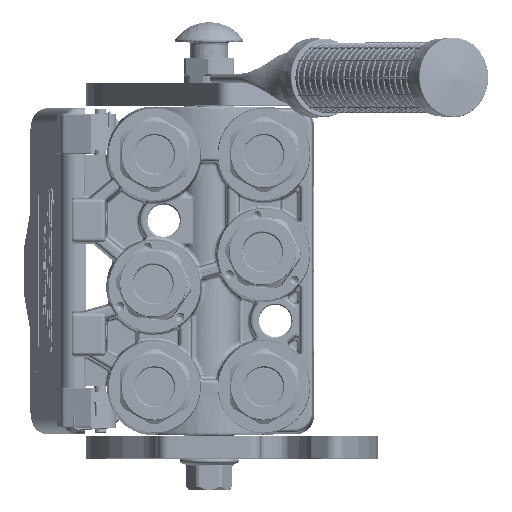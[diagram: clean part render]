
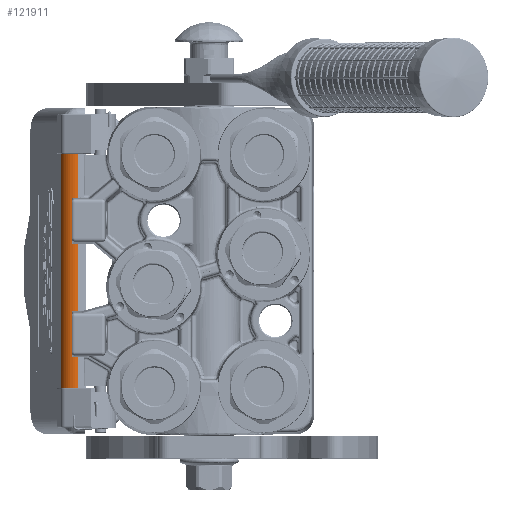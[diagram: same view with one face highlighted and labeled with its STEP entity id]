
A CAD part, top view. The second image highlights one B-rep face of the part: STEP entity #121911.
In plain terms, the highlighted cylindrical face has radius 6.5 mm (diameter 13 mm), a partial arc.
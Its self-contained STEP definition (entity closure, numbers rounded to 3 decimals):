
#4409 = VERTEX_POINT ( 'NONE', #209272 ) ;
#7030 = DIRECTION ( 'NONE',  ( 0., 1., 0. ) ) ;
#10130 = EDGE_LOOP ( 'NONE', ( #232490, #222699, #246926, #63978, #14112, #170544 ) ) ;
#10639 = EDGE_CURVE ( 'NONE', #214834, #85383, #36050, .T. ) ;
#14112 = ORIENTED_EDGE ( 'NONE', *, *, #20365, .T. ) ;
#15926 = LINE ( 'NONE', #233622, #221398 ) ;
#19950 = CARTESIAN_POINT ( 'NONE',  ( 6.343, -52.476, -10. ) ) ;
#20365 = EDGE_CURVE ( 'NONE', #111926, #214834, #118752, .T. ) ;
#34336 = DIRECTION ( 'NONE',  ( 0., -1., 0. ) ) ;
#36050 = LINE ( 'NONE', #241746, #235306 ) ;
#36546 = CARTESIAN_POINT ( 'NONE',  ( 5.87, -52.015, -9.97 ) ) ;
#47710 = FACE_OUTER_BOUND ( 'NONE', #10130, .T. ) ;
#49113 = B_SPLINE_CURVE_WITH_KNOTS ( 'NONE', 3,
 ( #258319, #19950, #199178, #36546, #159137, #179170, #254921, #95753, #234963, #135717, #156550, #216602 ),
 .UNSPECIFIED., .F., .F.,
 ( 4, 2, 2, 2, 2, 4 ),
 ( 0., 0.25, 0.375, 0.437, 0.5, 1. ),
 .UNSPECIFIED. ) ;
#51681 = CARTESIAN_POINT ( 'NONE',  ( 5.02, 51.499, -9.83 ) ) ;
#58606 = DIRECTION ( 'NONE',  ( -1., 0., 0. ) ) ;
#60860 = CARTESIAN_POINT ( 'NONE',  ( 0., -51.25, -3.5 ) ) ;
#63978 = ORIENTED_EDGE ( 'NONE', *, *, #74151, .T. ) ;
#64445 = AXIS2_PLACEMENT_3D ( 'NONE', #120340, #199525, #58606 ) ;
#67170 = VERTEX_POINT ( 'NONE', #72045 ) ;
#72045 = CARTESIAN_POINT ( 'NONE',  ( 3.859, -51.25, -9.44 ) ) ;
#74151 = EDGE_CURVE ( 'NONE', #4409, #111926, #121382, .T. ) ;
#74215 = CARTESIAN_POINT ( 'NONE',  ( 4.839, 51.425, -9.785 ) ) ;
#80789 = DIRECTION ( 'NONE',  ( 0., -1., 0. ) ) ;
#85201 = CYLINDRICAL_SURFACE ( 'NONE', #135663, 6.5 ) ;
#85383 = VERTEX_POINT ( 'NONE', #152653 ) ;
#89326 = EDGE_CURVE ( 'NONE', #4409, #205191, #15926, .T. ) ;
#90806 = CARTESIAN_POINT ( 'NONE',  ( 6.186, 52.254, -10. ) ) ;
#92557 = CARTESIAN_POINT ( 'NONE',  ( 3.859, 51.25, -9.44 ) ) ;
#94258 = CARTESIAN_POINT ( 'NONE',  ( 5.789, 51.904, -9.979 ) ) ;
#95753 = CARTESIAN_POINT ( 'NONE',  ( 5.436, -51.713, -9.913 ) ) ;
#105881 = CIRCLE ( 'NONE', #64445, 6.5 ) ;
#111926 = VERTEX_POINT ( 'NONE', #92557 ) ;
#113369 = CARTESIAN_POINT ( 'NONE',  ( 6.5, 52.697, -10. ) ) ;
#118752 = B_SPLINE_CURVE_WITH_KNOTS ( 'NONE', 3,
 ( #223046, #143820, #131662, #170790, #74215, #51681, #251757, #171660, #253461, #94258, #90806, #113369 ),
 .UNSPECIFIED., .F., .F.,
 ( 4, 2, 2, 2, 2, 4 ),
 ( 0., 0.25, 0.375, 0.438, 0.5, 1. ),
 .UNSPECIFIED. ) ;
#120340 = CARTESIAN_POINT ( 'NONE',  ( 6.5, -51.25, -3.5 ) ) ;
#121382 = CIRCLE ( 'NONE', #140626, 6.5 ) ;
#121911 = ADVANCED_FACE ( 'NONE', ( #47710 ), #85201, .T. ) ;
#124554 = EDGE_CURVE ( 'NONE', #205191, #67170, #105881, .T. ) ;
#131662 = CARTESIAN_POINT ( 'NONE',  ( 4.351, 51.285, -9.64 ) ) ;
#135663 = AXIS2_PLACEMENT_3D ( 'NONE', #246286, #7030, #243727 ) ;
#135717 = CARTESIAN_POINT ( 'NONE',  ( 4.843, -51.385, -9.804 ) ) ;
#140626 = AXIS2_PLACEMENT_3D ( 'NONE', #154891, #234992, #154047 ) ;
#143820 = CARTESIAN_POINT ( 'NONE',  ( 4.105, 51.251, -9.548 ) ) ;
#152653 = CARTESIAN_POINT ( 'NONE',  ( 6.5, -52.697, -10. ) ) ;
#154047 = DIRECTION ( 'NONE',  ( -1., 0., 0. ) ) ;
#154891 = CARTESIAN_POINT ( 'NONE',  ( 6.5, 51.25, -3.5 ) ) ;
#156550 = CARTESIAN_POINT ( 'NONE',  ( 4.35, -51.253, -9.658 ) ) ;
#159137 = CARTESIAN_POINT ( 'NONE',  ( 5.766, -51.933, -9.959 ) ) ;
#170544 = ORIENTED_EDGE ( 'NONE', *, *, #10639, .T. ) ;
#170790 = CARTESIAN_POINT ( 'NONE',  ( 4.717, 51.384, -9.752 ) ) ;
#171660 = CARTESIAN_POINT ( 'NONE',  ( 5.2, 51.583, -9.869 ) ) ;
#179170 = CARTESIAN_POINT ( 'NONE',  ( 5.604, -51.819, -9.938 ) ) ;
#181304 = EDGE_CURVE ( 'NONE', #85383, #67170, #49113, .T. ) ;
#199178 = CARTESIAN_POINT ( 'NONE',  ( 6.165, -52.278, -9.994 ) ) ;
#199525 = DIRECTION ( 'NONE',  ( 0., -1., 0. ) ) ;
#205191 = VERTEX_POINT ( 'NONE', #60860 ) ;
#209272 = CARTESIAN_POINT ( 'NONE',  ( 0., 51.25, -3.5 ) ) ;
#214834 = VERTEX_POINT ( 'NONE', #244186 ) ;
#216602 = CARTESIAN_POINT ( 'NONE',  ( 3.859, -51.25, -9.44 ) ) ;
#221398 = VECTOR ( 'NONE', #34336, 1000. ) ;
#222699 = ORIENTED_EDGE ( 'NONE', *, *, #124554, .F. ) ;
#223046 = CARTESIAN_POINT ( 'NONE',  ( 3.859, 51.25, -9.44 ) ) ;
#232490 = ORIENTED_EDGE ( 'NONE', *, *, #181304, .T. ) ;
#233622 = CARTESIAN_POINT ( 'NONE',  ( 0., 51.25, -3.5 ) ) ;
#234963 = CARTESIAN_POINT ( 'NONE',  ( 5.38, -51.68, -9.903 ) ) ;
#234992 = DIRECTION ( 'NONE',  ( 0., -1., 0. ) ) ;
#235306 = VECTOR ( 'NONE', #80789, 1000. ) ;
#241746 = CARTESIAN_POINT ( 'NONE',  ( 6.5, 52.697, -10. ) ) ;
#243727 = DIRECTION ( 'NONE',  ( -1., 0., 0. ) ) ;
#244186 = CARTESIAN_POINT ( 'NONE',  ( 6.5, 52.697, -10. ) ) ;
#246286 = CARTESIAN_POINT ( 'NONE',  ( 6.5, 257.915, -3.5 ) ) ;
#246926 = ORIENTED_EDGE ( 'NONE', *, *, #89326, .F. ) ;
#251757 = CARTESIAN_POINT ( 'NONE',  ( 5.08, 51.526, -9.843 ) ) ;
#253461 = CARTESIAN_POINT ( 'NONE',  ( 5.261, 51.615, -9.881 ) ) ;
#254921 = CARTESIAN_POINT ( 'NONE',  ( 5.549, -51.783, -9.93 ) ) ;
#258319 = CARTESIAN_POINT ( 'NONE',  ( 6.5, -52.697, -10. ) ) ;
